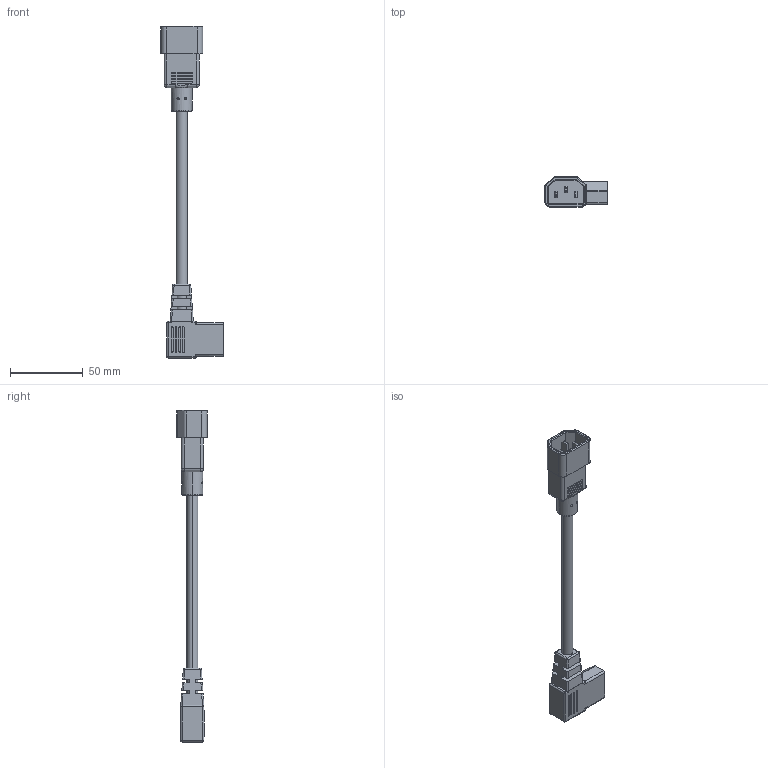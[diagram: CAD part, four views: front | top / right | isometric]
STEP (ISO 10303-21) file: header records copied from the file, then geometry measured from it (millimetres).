
FILE_DESCRIPTION (( 'STEP AP214' ), '1' );
FILE_NAME ('PPA00023.STEP', '2021-01-08T19:35:14', ( '' ), ( '' ), 'SwSTEP 2.0', 'SolidWorks 2018', '' );
FILE_SCHEMA (( 'AUTOMOTIVE_DESIGN' ));
Length unit declared in the file: inch
Products named in the file (4): PPA00023; EN60320-C13-RIGHT; SJT18AWG3X; EN60320 C14
Assembly tree (3 placements, depth 2):
  PPA00023
    SJT18AWG3X
    EN60320-C13-RIGHT
    EN60320 C14
Bounding box: 42.8 x 20.83 x 227.46 mm (x, y, z)
Volume: 38496.3 mm3; surface area: 17763 mm2
Topology: 3 solids, 3 shells, 324 faces, 814 edges, 498 vertices
Faces by surface type: plane 154, cylinder 138, sphere 20, torus 10, bspline 2
Entity records: 10594 total; most frequent: CARTESIAN_POINT 2118, DIRECTION 1660, ORIENTED_EDGE 1596, EDGE_CURVE 798, AXIS2_PLACEMENT_3D 582, VERTEX_POINT 498, LINE 496, VECTOR 496
